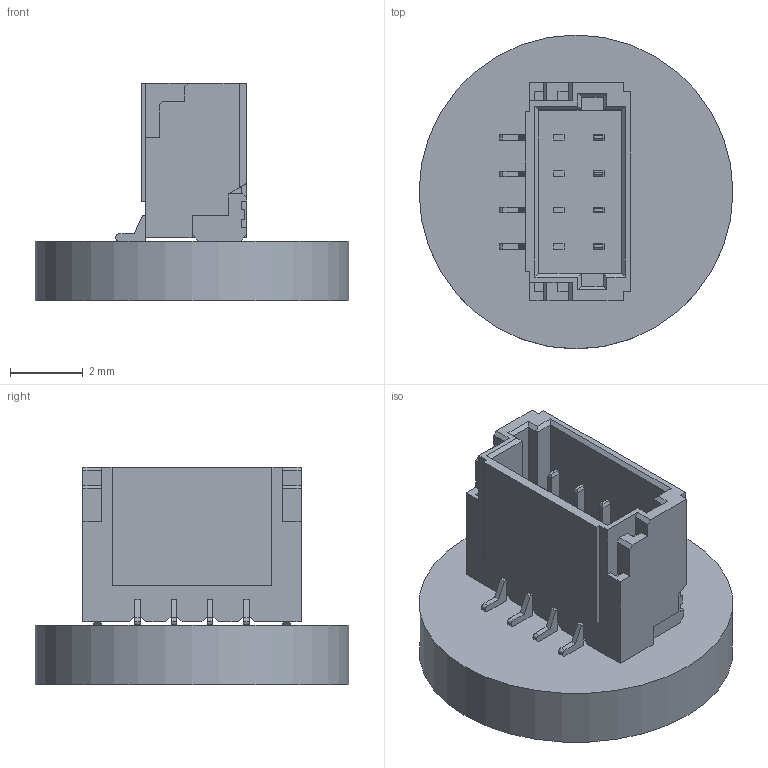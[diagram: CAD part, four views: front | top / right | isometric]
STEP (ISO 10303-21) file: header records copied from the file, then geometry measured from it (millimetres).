
FILE_DESCRIPTION(('Open CASCADE Model'),'2;1');
FILE_NAME('Open CASCADE Shape Model','2022-12-23T11:17:50',('Author'),( 'Open CASCADE'),'Open CASCADE STEP processor 6.8','Open CASCADE 6.8' ,'Unknown');
FILE_SCHEMA(('AUTOMOTIVE_DESIGN { 1 0 10303 214 1 1 1 1 }'));
Length unit declared in the file: millimetre
Products named in the file (4): PCB; Board; J1; BM04B-SRSS-TB-LF--SN---3DModel-STEP-56544
Assembly tree (3 placements, depth 3):
  PCB
    Board
    J1
      BM04B-SRSS-TB-LF--SN---3DModel-STEP-56544
Bounding box: 8.64 x 8.64 x 6 mm (x, y, z)
Volume: 133 mm3; surface area: 366.7 mm2
Topology: 16 solids, 16 shells, 286 faces, 717 edges, 468 vertices
Faces by surface type: plane 265, cylinder 21
Full cylindrical faces by diameter (mm): 8.636 x1
Entity records: 8516 total; most frequent: CARTESIAN_POINT 1475, ORIENTED_EDGE 1434, DIRECTION 1339, EDGE_CURVE 717, LINE 675, VECTOR 675, VERTEX_POINT 468, AXIS2_PLACEMENT_3D 332
